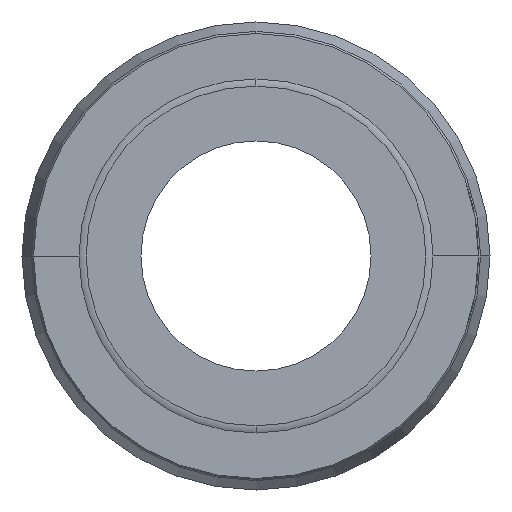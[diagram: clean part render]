
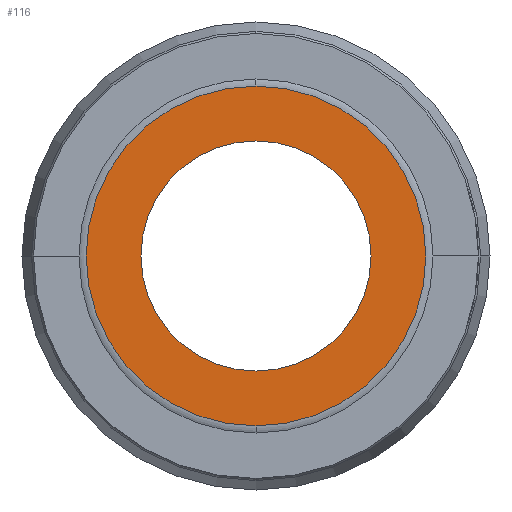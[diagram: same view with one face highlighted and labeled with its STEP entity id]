
A CAD part, front view. The second image highlights one B-rep face of the part: STEP entity #116.
In plain terms, the highlighted planar face has unit normal (0, -1, 0).
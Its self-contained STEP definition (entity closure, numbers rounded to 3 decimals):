
#116=ADVANCED_FACE('',(#268,#269),#270,.T.);
#268=FACE_BOUND('',#430,.T.);
#269=FACE_OUTER_BOUND('',#431,.T.);
#270=PLANE('',#432);
#430=EDGE_LOOP('',(#986,#987));
#431=EDGE_LOOP('',(#988,#989,#990));
#432=AXIS2_PLACEMENT_3D('',#991,#992,#993);
#986=ORIENTED_EDGE('',*,*,#1156,.T.);
#987=ORIENTED_EDGE('',*,*,#1178,.T.);
#988=ORIENTED_EDGE('',*,*,#1209,.F.);
#989=ORIENTED_EDGE('',*,*,#1210,.F.);
#990=ORIENTED_EDGE('',*,*,#1062,.F.);
#991=CARTESIAN_POINT('',(-1.55,0.,0.0));
#992=DIRECTION('',(0.,-1.,0.0));
#993=DIRECTION('',(1.,0.,0.0));
#1062=EDGE_CURVE('',#1265,#1268,#1269,.T.);
#1156=EDGE_CURVE('',#1435,#1432,#1436,.T.);
#1178=EDGE_CURVE('',#1432,#1435,#1467,.T.);
#1209=EDGE_CURVE('',#1500,#1265,#1501,.T.);
#1210=EDGE_CURVE('',#1268,#1500,#1502,.T.);
#1265=VERTEX_POINT('',#1567);
#1268=VERTEX_POINT('',#1570);
#1269=CIRCLE('',#1571,3.1);
#1432=VERTEX_POINT('',#1779);
#1435=VERTEX_POINT('',#1783);
#1436=CIRCLE('',#1784,2.1);
#1467=CIRCLE('',#1834,2.1);
#1500=VERTEX_POINT('',#1867);
#1501=CIRCLE('',#1868,3.1);
#1502=CIRCLE('',#1869,3.1);
#1567=CARTESIAN_POINT('',(0.,0.,3.1));
#1570=CARTESIAN_POINT('',(0.,0.,-3.1));
#1571=AXIS2_PLACEMENT_3D('',#1939,#1940,#1941);
#1779=CARTESIAN_POINT('',(2.1,0.,0.));
#1783=CARTESIAN_POINT('',(-2.1,0.,0.));
#1784=AXIS2_PLACEMENT_3D('',#2144,#2145,#2146);
#1834=AXIS2_PLACEMENT_3D('',#2187,#2188,#2189);
#1867=CARTESIAN_POINT('',(-3.1,0.,0.0));
#1868=AXIS2_PLACEMENT_3D('',#2280,#2281,#2282);
#1869=AXIS2_PLACEMENT_3D('',#2283,#2284,#2285);
#1939=CARTESIAN_POINT('',(0.0,0.,0.0));
#1940=DIRECTION('',(0.0,1.0,0.0));
#1941=DIRECTION('',(-1.0,0.0,0.0));
#2144=CARTESIAN_POINT('',(0.0,0.0,0.0));
#2145=DIRECTION('',(0.,1.,0.0));
#2146=DIRECTION('',(1.,0.,0.0));
#2187=CARTESIAN_POINT('',(0.0,0.0,0.0));
#2188=DIRECTION('',(0.,1.,0.0));
#2189=DIRECTION('',(1.,0.,0.0));
#2280=CARTESIAN_POINT('',(0.0,0.,0.0));
#2281=DIRECTION('',(0.0,1.0,0.0));
#2282=DIRECTION('',(-1.0,0.0,0.0));
#2283=CARTESIAN_POINT('',(0.0,0.,0.0));
#2284=DIRECTION('',(0.0,1.0,0.0));
#2285=DIRECTION('',(-1.0,0.0,0.0));
